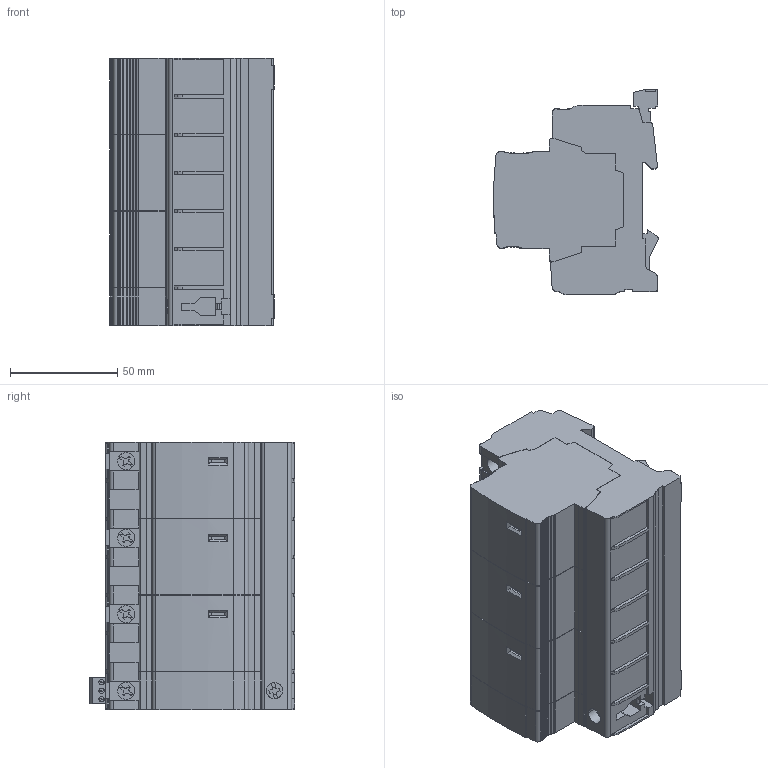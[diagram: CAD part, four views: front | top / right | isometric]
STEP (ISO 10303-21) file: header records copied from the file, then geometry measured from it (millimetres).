
FILE_DESCRIPTION((''),'2;1');
FILE_NAME('B80001528','2017-03-03T',('FRJEGUI'),(''),'CREO PARAMETRIC BY PTC INC, 2016380','CREO PARAMETRIC BY PTC INC, 2016380','');
FILE_SCHEMA(('CONFIG_CONTROL_DESIGN'));
Length unit declared in the file: millimetre
Products named in the file (1): B80001528
Bounding box: 76.67 x 95.8 x 124.6 mm (x, y, z)
Volume: 608570.2 mm3; surface area: 79232.9 mm2
Topology: 1 solids, 1 shells, 1226 faces, 3596 edges, 2376 vertices
Faces by surface type: plane 899, cylinder 321, cone 6
Entity records: 40568 total; most frequent: CARTESIAN_POINT 7302, ORIENTED_EDGE 7192, DIRECTION 6720, EDGE_CURVE 3596, VECTOR 2896, LINE 2896, VERTEX_POINT 2376, AXIS2_PLACEMENT_3D 1912
